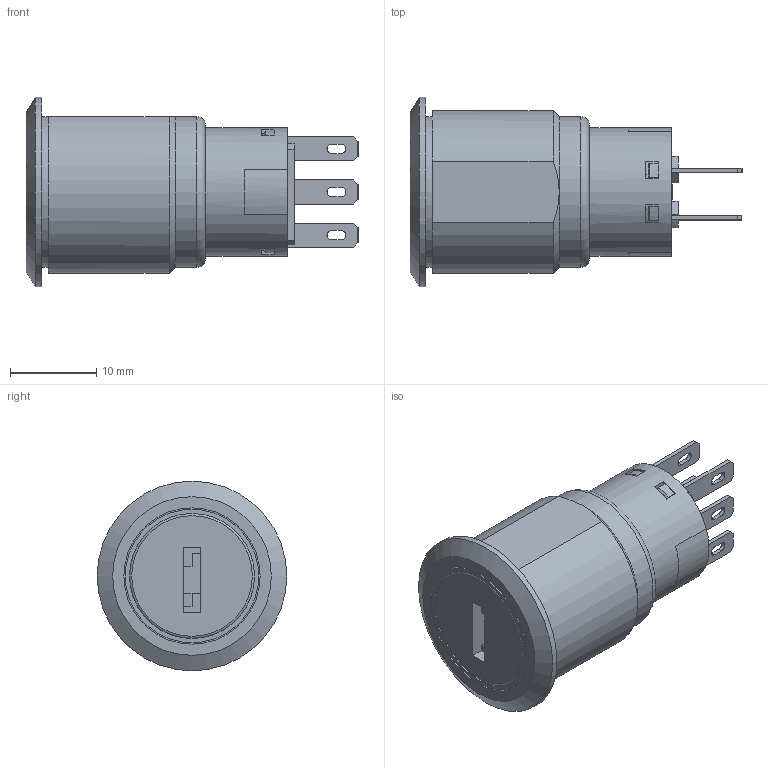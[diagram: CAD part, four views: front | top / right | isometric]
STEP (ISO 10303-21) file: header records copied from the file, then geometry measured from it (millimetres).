
FILE_DESCRIPTION(/* description */ (''),/* implementation_level */ '2;1');
FILE_NAME(/* name */ 'PVK4K22C0SS.stp',/* time_stamp */ '2025-05-28T16:35:37-05:00',/* author */ ('mroman'),/* organization */ (''),/* preprocessor_version */ 'ST-DEVELOPER v18.1',/* originating_system */ 'Autodesk Inventor 2022',/* authorisation */ '');
FILE_SCHEMA (('AUTOMOTIVE_DESIGN { 1 0 10303 214 3 1 1 }'));
Length unit declared in the file: centimetre
Products named in the file (1): PVK4K22C0SS
Bounding box: 38.5 x 22 x 22 mm (x, y, z)
Volume: 9413.9 mm3; surface area: 4027.1 mm2
Topology: 2 solids, 2 shells, 259 faces, 711 edges, 469 vertices
Faces by surface type: plane 184, cylinder 39, bspline 27, cone 7, torus 2
Full cylindrical faces by diameter (mm): 13.7 x1, 14.5 x1, 14.9 x1, 15 x1, 15.5 x1, 15.8 x1, 17.5 x2, 22 x1
Entity records: 8384 total; most frequent: CARTESIAN_POINT 1814, ORIENTED_EDGE 1414, DIRECTION 1251, EDGE_CURVE 707, LINE 501, VECTOR 501, VERTEX_POINT 467, AXIS2_PLACEMENT_3D 375
